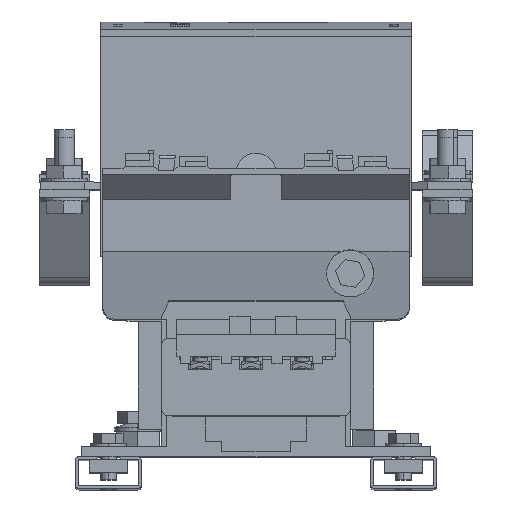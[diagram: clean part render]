
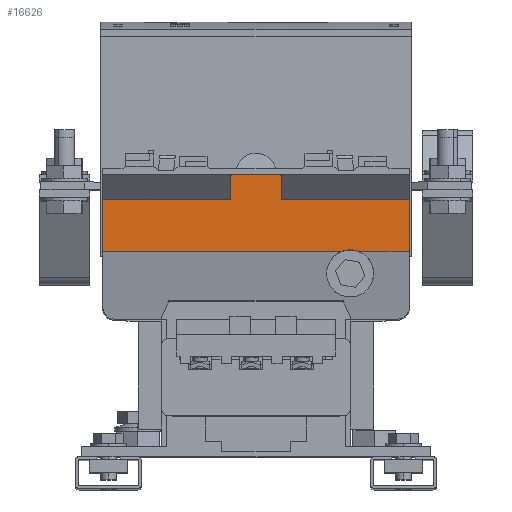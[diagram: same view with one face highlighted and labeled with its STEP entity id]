
A CAD part, top view. The second image highlights one B-rep face of the part: STEP entity #16626.
In plain terms, the highlighted planar face has unit normal (0, 0, 1).
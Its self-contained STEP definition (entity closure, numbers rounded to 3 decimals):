
#1088 = EDGE_CURVE ( 'NONE', #83211, #119373, #76980, .T. ) ;
#2197 = LINE ( 'NONE', #62845, #73368 ) ;
#6897 = VERTEX_POINT ( 'NONE', #27308 ) ;
#7851 = CARTESIAN_POINT ( 'NONE',  ( -60.25, 101., 234. ) ) ;
#9622 = CARTESIAN_POINT ( 'NONE',  ( -60.25, 101., 234. ) ) ;
#9696 = DIRECTION ( 'NONE',  ( 0., 1., 0. ) ) ;
#9998 = ORIENTED_EDGE ( 'NONE', *, *, #57094, .T. ) ;
#10620 = VECTOR ( 'NONE', #66112, 1000. ) ;
#10904 = ORIENTED_EDGE ( 'NONE', *, *, #13689, .T. ) ;
#11180 = ORIENTED_EDGE ( 'NONE', *, *, #111174, .T. ) ;
#13061 = LINE ( 'NONE', #38718, #59544 ) ;
#13309 = CARTESIAN_POINT ( 'NONE',  ( 33.351, 80.5, 234. ) ) ;
#13689 = EDGE_CURVE ( 'NONE', #80756, #6897, #14685, .T. ) ;
#14212 = CARTESIAN_POINT ( 'NONE',  ( 37., 72., 234. ) ) ;
#14685 = CIRCLE ( 'NONE', #70089, 1. ) ;
#14910 = CIRCLE ( 'NONE', #30517, 1. ) ;
#15134 = VERTEX_POINT ( 'NONE', #37205 ) ;
#16626 = ADVANCED_FACE ( 'NONE', ( #94346 ), #111302, .F. ) ;
#19037 = EDGE_CURVE ( 'NONE', #6897, #32364, #2197, .T. ) ;
#19914 = VERTEX_POINT ( 'NONE', #100080 ) ;
#23569 = DIRECTION ( 'NONE',  ( 1., 0., 0. ) ) ;
#24482 = CARTESIAN_POINT ( 'NONE',  ( -10., 111., 234. ) ) ;
#26333 = CARTESIAN_POINT ( 'NONE',  ( -9., 111., 234. ) ) ;
#26472 = ORIENTED_EDGE ( 'NONE', *, *, #19037, .T. ) ;
#27236 = ORIENTED_EDGE ( 'NONE', *, *, #42274, .T. ) ;
#27308 = CARTESIAN_POINT ( 'NONE',  ( 9., 111., 234. ) ) ;
#27464 = CARTESIAN_POINT ( 'NONE',  ( -60.25, 101., 234. ) ) ;
#27823 = CARTESIAN_POINT ( 'NONE',  ( 10., 111., 234. ) ) ;
#28020 = VERTEX_POINT ( 'NONE', #66892 ) ;
#28133 = LINE ( 'NONE', #9622, #71722 ) ;
#30422 = DIRECTION ( 'NONE',  ( 1., 0., 0. ) ) ;
#30517 = AXIS2_PLACEMENT_3D ( 'NONE', #103836, #48029, #113233 ) ;
#30962 = ORIENTED_EDGE ( 'NONE', *, *, #42452, .T. ) ;
#32364 = VERTEX_POINT ( 'NONE', #26333 ) ;
#32883 = CARTESIAN_POINT ( 'NONE',  ( 10., 110., 234. ) ) ;
#33382 = DIRECTION ( 'NONE',  ( 0., -1., 0. ) ) ;
#33955 = VERTEX_POINT ( 'NONE', #13309 ) ;
#34126 = VECTOR ( 'NONE', #110348, 1000. ) ;
#35791 = CARTESIAN_POINT ( 'NONE',  ( 60.25, 101., 234. ) ) ;
#35866 = VERTEX_POINT ( 'NONE', #101900 ) ;
#36023 = EDGE_CURVE ( 'NONE', #19914, #33955, #13061, .T. ) ;
#37205 = CARTESIAN_POINT ( 'NONE',  ( -10., 110., 234. ) ) ;
#38718 = CARTESIAN_POINT ( 'NONE',  ( -60.25, 80.5, 234. ) ) ;
#40628 = ORIENTED_EDGE ( 'NONE', *, *, #82272, .T. ) ;
#42274 = EDGE_CURVE ( 'NONE', #28020, #68416, #57110, .T. ) ;
#42452 = EDGE_CURVE ( 'NONE', #32364, #15134, #14910, .T. ) ;
#45630 = ORIENTED_EDGE ( 'NONE', *, *, #71312, .F. ) ;
#48029 = DIRECTION ( 'NONE',  ( 0., 0., 1. ) ) ;
#48095 = DIRECTION ( 'NONE',  ( 1., 0., 0. ) ) ;
#51160 = CARTESIAN_POINT ( 'NONE',  ( 10., 101., 234. ) ) ;
#53100 = DIRECTION ( 'NONE',  ( 0., 0., 1. ) ) ;
#57094 = EDGE_CURVE ( 'NONE', #68416, #119373, #83740, .T. ) ;
#57110 = LINE ( 'NONE', #103554, #10620 ) ;
#59544 = VECTOR ( 'NONE', #48095, 1000. ) ;
#60155 = VECTOR ( 'NONE', #9696, 1000. ) ;
#62135 = VECTOR ( 'NONE', #102287, 1000. ) ;
#62845 = CARTESIAN_POINT ( 'NONE',  ( -10., 111., 234. ) ) ;
#63055 = LINE ( 'NONE', #102437, #60155 ) ;
#63321 = EDGE_CURVE ( 'NONE', #19914, #35866, #63055, .T. ) ;
#64874 = DIRECTION ( 'NONE',  ( 0., -1., 0. ) ) ;
#65094 = LINE ( 'NONE', #27823, #62135 ) ;
#66112 = DIRECTION ( 'NONE',  ( 1., 0., 0. ) ) ;
#66892 = CARTESIAN_POINT ( 'NONE',  ( 40.649, 80.5, 234. ) ) ;
#68416 = VERTEX_POINT ( 'NONE', #73243 ) ;
#70089 = AXIS2_PLACEMENT_3D ( 'NONE', #108925, #53100, #118300 ) ;
#71312 = EDGE_CURVE ( 'NONE', #28020, #33955, #82297, .T. ) ;
#71690 = ORIENTED_EDGE ( 'NONE', *, *, #1088, .F. ) ;
#71722 = VECTOR ( 'NONE', #84071, 1000. ) ;
#72178 = DIRECTION ( 'NONE',  ( -1., 0., 0. ) ) ;
#72743 = EDGE_CURVE ( 'NONE', #35866, #85245, #28133, .T. ) ;
#73243 = CARTESIAN_POINT ( 'NONE',  ( 60.25, 80.5, 234. ) ) ;
#73368 = VECTOR ( 'NONE', #72178, 1000. ) ;
#74032 = VECTOR ( 'NONE', #30422, 1000. ) ;
#76980 = LINE ( 'NONE', #7851, #74032 ) ;
#77171 = ORIENTED_EDGE ( 'NONE', *, *, #36023, .T. ) ;
#79249 = DIRECTION ( 'NONE',  ( 0., 0., 1. ) ) ;
#79854 = EDGE_LOOP ( 'NONE', ( #26472, #30962, #11180, #115246, #92004, #77171, #45630, #27236, #9998, #71690, #40628, #10904 ) ) ;
#80756 = VERTEX_POINT ( 'NONE', #32883 ) ;
#82272 = EDGE_CURVE ( 'NONE', #83211, #80756, #65094, .T. ) ;
#82297 = CIRCLE ( 'NONE', #98025, 9.25 ) ;
#82688 = CARTESIAN_POINT ( 'NONE',  ( -10., 101., 234. ) ) ;
#83211 = VERTEX_POINT ( 'NONE', #51160 ) ;
#83740 = LINE ( 'NONE', #35791, #34126 ) ;
#84071 = DIRECTION ( 'NONE',  ( 1., 0., 0. ) ) ;
#85245 = VERTEX_POINT ( 'NONE', #82688 ) ;
#92004 = ORIENTED_EDGE ( 'NONE', *, *, #63321, .F. ) ;
#94346 = FACE_OUTER_BOUND ( 'NONE', #79854, .T. ) ;
#94675 = CARTESIAN_POINT ( 'NONE',  ( 60.25, 101., 234. ) ) ;
#95301 = AXIS2_PLACEMENT_3D ( 'NONE', #27464, #120679, #64874 ) ;
#98025 = AXIS2_PLACEMENT_3D ( 'NONE', #14212, #79249, #23569 ) ;
#100080 = CARTESIAN_POINT ( 'NONE',  ( -60.25, 80.5, 234. ) ) ;
#101900 = CARTESIAN_POINT ( 'NONE',  ( -60.25, 101., 234. ) ) ;
#102287 = DIRECTION ( 'NONE',  ( 0., 1., 0. ) ) ;
#102437 = CARTESIAN_POINT ( 'NONE',  ( -60.25, 101., 234. ) ) ;
#103554 = CARTESIAN_POINT ( 'NONE',  ( -60.25, 80.5, 234. ) ) ;
#103836 = CARTESIAN_POINT ( 'NONE',  ( -9., 110., 234. ) ) ;
#108925 = CARTESIAN_POINT ( 'NONE',  ( 9., 110., 234. ) ) ;
#110348 = DIRECTION ( 'NONE',  ( 0., 1., 0. ) ) ;
#111174 = EDGE_CURVE ( 'NONE', #15134, #85245, #119103, .T. ) ;
#111302 = PLANE ( 'NONE',  #95301 ) ;
#113233 = DIRECTION ( 'NONE',  ( 0., -1., 0. ) ) ;
#115246 = ORIENTED_EDGE ( 'NONE', *, *, #72743, .F. ) ;
#116216 = VECTOR ( 'NONE', #33382, 1000. ) ;
#118300 = DIRECTION ( 'NONE',  ( 0., -1., 0. ) ) ;
#119103 = LINE ( 'NONE', #24482, #116216 ) ;
#119373 = VERTEX_POINT ( 'NONE', #94675 ) ;
#120679 = DIRECTION ( 'NONE',  ( 0., 0., -1. ) ) ;
